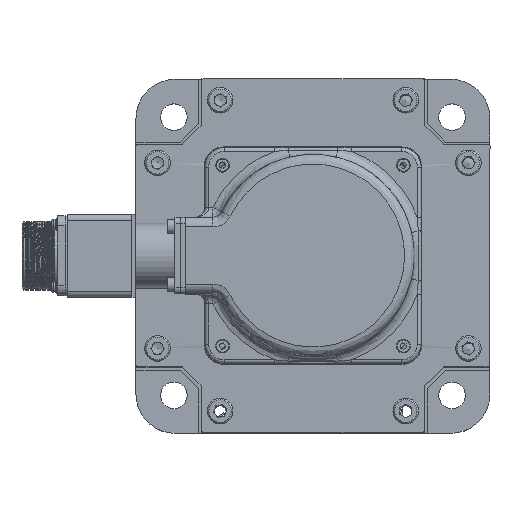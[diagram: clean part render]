
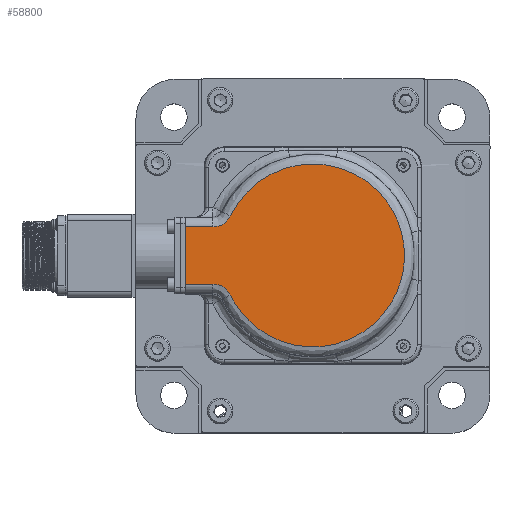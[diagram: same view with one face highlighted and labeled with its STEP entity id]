
A CAD part, top view. The second image highlights one B-rep face of the part: STEP entity #58800.
In plain terms, the highlighted planar face has unit normal (0, 0, 1).
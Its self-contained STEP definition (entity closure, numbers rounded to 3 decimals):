
#279 = ORIENTED_EDGE ( 'NONE', *, *, #6330, .T. ) ;
#1389 = ORIENTED_EDGE ( 'NONE', *, *, #17361, .F. ) ;
#1603 = VECTOR ( 'NONE', #4378, 1000. ) ;
#3003 = CARTESIAN_POINT ( 'NONE',  ( -44.052, 17.16, 326. ) ) ;
#3194 = CARTESIAN_POINT ( 'NONE',  ( 0., -14.5, 326. ) ) ;
#3592 = LINE ( 'NONE', #3194, #1603 ) ;
#4378 = DIRECTION ( 'NONE',  ( 1., 0., 0. ) ) ;
#4618 = DIRECTION ( 'NONE',  ( 0., 0., 1. ) ) ;
#6094 = CARTESIAN_POINT ( 'NONE',  ( -50.912, -14.5, 326. ) ) ;
#6101 = CARTESIAN_POINT ( 'NONE',  ( -46.96, -14.5, 326. ) ) ;
#6200 = CARTESIAN_POINT ( 'NONE',  ( -65., -14.5, 326. ) ) ;
#6257 = CARTESIAN_POINT ( 'NONE',  ( -41.901, -20.164, 326. ) ) ;
#6319 = CARTESIAN_POINT ( 'NONE',  ( -41.901, -20.164, 326. ) ) ;
#6330 = EDGE_CURVE ( 'NONE', #14990, #59060, #3592, .T. ) ;
#6398 = CARTESIAN_POINT ( 'NONE',  ( -43.614, -16.603, 326. ) ) ;
#6522 = EDGE_CURVE ( 'NONE', #57773, #36024, #34605, .T. ) ;
#7621 = ORIENTED_EDGE ( 'NONE', *, *, #16489, .T. ) ;
#7744 = CARTESIAN_POINT ( 'NONE',  ( -14.687, 76.715, 326. ) ) ;
#8078 = CARTESIAN_POINT ( 'NONE',  ( -45.997, 15.778, 326. ) ) ;
#9194 = VERTEX_POINT ( 'NONE', #12803 ) ;
#12803 = CARTESIAN_POINT ( 'NONE',  ( -65., 14.5, 326. ) ) ;
#13151 = CARTESIAN_POINT ( 'NONE',  ( -47.4, 15.131, 326. ) ) ;
#14621 =( BOUNDED_CURVE ( )  B_SPLINE_CURVE ( 3, ( #6319, #6398, #6101, #6094 ),
 .UNSPECIFIED., .F., .T. ) 
 B_SPLINE_CURVE_WITH_KNOTS ( ( 4, 4 ),
 ( 0., 1. ),
 .UNSPECIFIED. ) 
 CURVE ( )  GEOMETRIC_REPRESENTATION_ITEM ( )  RATIONAL_B_SPLINE_CURVE ( ( 1., 0.898, 0.898, 1. ) ) 
 REPRESENTATION_ITEM ( '' )  );
#14990 = VERTEX_POINT ( 'NONE', #6200 ) ;
#16489 = EDGE_CURVE ( 'NONE', #9194, #14990, #27399, .T. ) ;
#17361 = EDGE_CURVE ( 'NONE', #36024, #59060, #14621, .T. ) ;
#17463 = ORIENTED_EDGE ( 'NONE', *, *, #57528, .T. ) ;
#18022 = CARTESIAN_POINT ( 'NONE',  ( -42.44, 19.151, 326. ) ) ;
#18248 = CARTESIAN_POINT ( 'NONE',  ( -47.995, 14.934, 326. ) ) ;
#18567 = ORIENTED_EDGE ( 'NONE', *, *, #6522, .F. ) ;
#19335 = CARTESIAN_POINT ( 'NONE',  ( -41.901, 20.164, 326. ) ) ;
#23099 = CARTESIAN_POINT ( 'NONE',  ( -43.155, 18.187, 326. ) ) ;
#23315 = CARTESIAN_POINT ( 'NONE',  ( -48.139, 14.892, 326. ) ) ;
#26999 = VECTOR ( 'NONE', #32566, 1000. ) ;
#27399 = LINE ( 'NONE', #32767, #26999 ) ;
#28269 = CARTESIAN_POINT ( 'NONE',  ( -43.341, 17.967, 326. ) ) ;
#28382 = VECTOR ( 'NONE', #53604, 1000. ) ;
#28488 = CARTESIAN_POINT ( 'NONE',  ( -49.084, 14.625, 326. ) ) ;
#28739 = LINE ( 'NONE', #48474, #28382 ) ;
#29877 = PLANE ( 'NONE',  #34788 ) ;
#30130 = EDGE_CURVE ( 'NONE', #41190, #9194, #28739, .T. ) ;
#32566 = DIRECTION ( 'NONE',  ( 0., -1., 0. ) ) ;
#32767 = CARTESIAN_POINT ( 'NONE',  ( -65., 0., 326. ) ) ;
#33175 = CARTESIAN_POINT ( 'NONE',  ( -42.101, 19.748, 326. ) ) ;
#33392 = CARTESIAN_POINT ( 'NONE',  ( -43.397, 17.903, 326. ) ) ;
#33607 = CARTESIAN_POINT ( 'NONE',  ( -50.912, 14.5, 326. ) ) ;
#34605 =( BOUNDED_CURVE ( )  B_SPLINE_CURVE ( 3, ( #62497, #7744, #49415, #54470, #55966, #65991, #65104 ),
 .UNSPECIFIED., .F., .F. ) 
 B_SPLINE_CURVE_WITH_KNOTS ( ( 4, 3, 4 ),
 ( 0., 0.5, 1. ),
 .UNSPECIFIED. ) 
 CURVE ( )  GEOMETRIC_REPRESENTATION_ITEM ( )  RATIONAL_B_SPLINE_CURVE ( ( 1., 0.482, 0.482, 1., 0.482, 0.482, 1. ) ) 
 REPRESENTATION_ITEM ( '' )  );
#34788 = AXIS2_PLACEMENT_3D ( 'NONE', #65512, #4618, #40165 ) ;
#36024 = VERTEX_POINT ( 'NONE', #6257 ) ;
#38329 = CARTESIAN_POINT ( 'NONE',  ( -41.901, 20.164, 326. ) ) ;
#38538 = CARTESIAN_POINT ( 'NONE',  ( -44.777, 16.545, 326. ) ) ;
#40165 = DIRECTION ( 'NONE',  ( 1., 0., 0. ) ) ;
#41190 = VERTEX_POINT ( 'NONE', #44792 ) ;
#42067 = CARTESIAN_POINT ( 'NONE',  ( -50.912, -14.5, 326. ) ) ;
#43650 = CARTESIAN_POINT ( 'NONE',  ( -46.627, 15.442, 326. ) ) ;
#44792 = CARTESIAN_POINT ( 'NONE',  ( -50.912, 14.5, 326. ) ) ;
#47999 = B_SPLINE_CURVE_WITH_KNOTS ( 'NONE', 3,
 ( #38329, #33175, #18022, #53712, #23099, #58832, #28269, #63898, #33392, #3003, #38538, #8078, #43650, #13151, #48796, #18248, #53933, #23315, #59042, #28488, #64105, #33607 ),
 .UNSPECIFIED., .F., .F.,
 ( 4, 1, 1, 1, 1, 2, 2, 2, 1, 1, 1, 1, 2, 2, 4 ),
 ( 0., 0.125, 0.188, 0.219, 0.234, 0.242, 0.25, 0.5, 0.625, 0.688, 0.719, 0.734, 0.742, 0.75, 1. ),
 .UNSPECIFIED. ) ;
#48474 = CARTESIAN_POINT ( 'NONE',  ( 0., 14.5, 326. ) ) ;
#48796 = CARTESIAN_POINT ( 'NONE',  ( -47.795, 14.997, 326. ) ) ;
#49415 = CARTESIAN_POINT ( 'NONE',  ( 46.5, 62.758, 326. ) ) ;
#49661 = ORIENTED_EDGE ( 'NONE', *, *, #30130, .T. ) ;
#53604 = DIRECTION ( 'NONE',  ( -1., 0., 0. ) ) ;
#53712 = CARTESIAN_POINT ( 'NONE',  ( -42.905, 18.5, 326. ) ) ;
#53872 = EDGE_LOOP ( 'NONE', ( #1389, #18567, #17463, #49661, #7621, #279 ) ) ;
#53933 = CARTESIAN_POINT ( 'NONE',  ( -48.081, 14.909, 326. ) ) ;
#54470 = CARTESIAN_POINT ( 'NONE',  ( 46.5, 0., 326. ) ) ;
#55966 = CARTESIAN_POINT ( 'NONE',  ( 46.5, -62.758, 326. ) ) ;
#57528 = EDGE_CURVE ( 'NONE', #57773, #41190, #47999, .T. ) ;
#57773 = VERTEX_POINT ( 'NONE', #19335 ) ;
#58800 = ADVANCED_FACE ( 'NONE', ( #62525 ), #29877, .T. ) ;
#58832 = CARTESIAN_POINT ( 'NONE',  ( -43.284, 18.032, 326. ) ) ;
#59042 = CARTESIAN_POINT ( 'NONE',  ( -48.169, 14.883, 326. ) ) ;
#59060 = VERTEX_POINT ( 'NONE', #42067 ) ;
#62497 = CARTESIAN_POINT ( 'NONE',  ( -41.901, 20.164, 326. ) ) ;
#62525 = FACE_OUTER_BOUND ( 'NONE', #53872, .T. ) ;
#63898 = CARTESIAN_POINT ( 'NONE',  ( -43.378, 17.924, 326. ) ) ;
#64105 = CARTESIAN_POINT ( 'NONE',  ( -49.989, 14.5, 326. ) ) ;
#65104 = CARTESIAN_POINT ( 'NONE',  ( -41.901, -20.164, 326. ) ) ;
#65512 = CARTESIAN_POINT ( 'NONE',  ( 0., 0., 326. ) ) ;
#65991 = CARTESIAN_POINT ( 'NONE',  ( -14.687, -76.715, 326. ) ) ;
